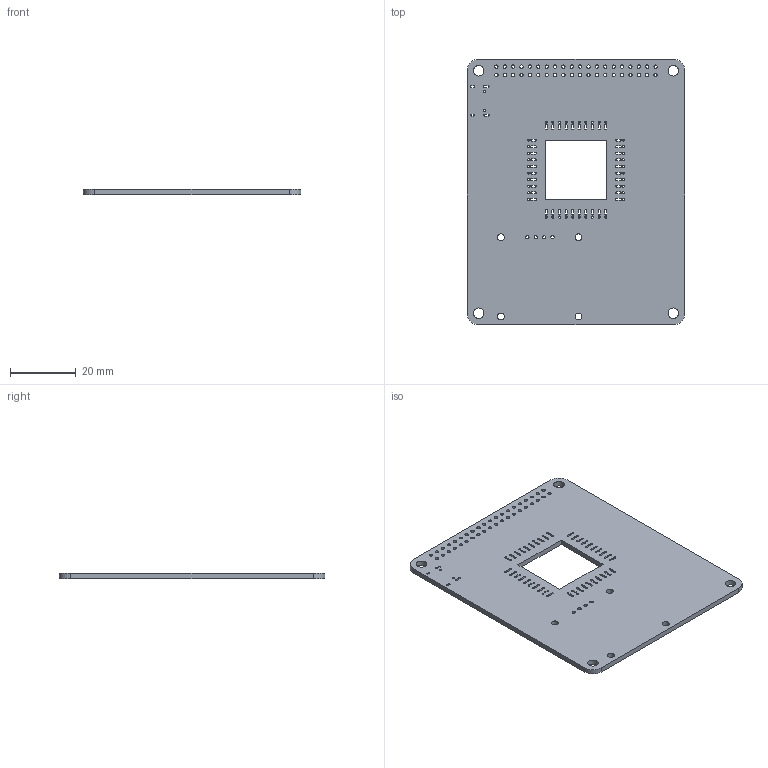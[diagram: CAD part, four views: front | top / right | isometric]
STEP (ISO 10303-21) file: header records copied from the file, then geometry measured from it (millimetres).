
FILE_DESCRIPTION(('KiCad electronic assembly'),'2;1');
FILE_NAME('kicadBoard.step','2022-11-02T16:40:47',('Pcbnew'),('Kicad'), 'Open CASCADE STEP processor 7.6','KiCad to STEP converter','Unknown' );
FILE_SCHEMA(('AUTOMOTIVE_DESIGN { 1 0 10303 214 1 1 1 1 }'));
Length unit declared in the file: millimetre
Products named in the file (2): kicadBoard 1; _autosave-kicadBoard PCB
Assembly tree (1 placements, depth 2):
  kicadBoard 1
    _autosave-kicadBoard PCB
Bounding box: 66 x 80.5 x 1.6 mm (x, y, z)
Volume: 7737.7 mm3; surface area: 10987.4 mm2
Topology: 1 solids, 1 shells, 284 faces, 846 edges, 564 vertices
Faces by surface type: cylinder 186, plane 98
Full cylindrical faces by diameter (mm): 0.6 x40, 0.65 x2, 1 x44, 2.1 x4, 3.2 x4
Entity records: 21303 total; most frequent: DIRECTION 3482, CARTESIAN_POINT 3388, LINE 1794, VECTOR 1794, ORIENTED_EDGE 1692, PCURVE 1692, DEFINITIONAL_REPRESENTATION 1692, EDGE_CURVE 846
